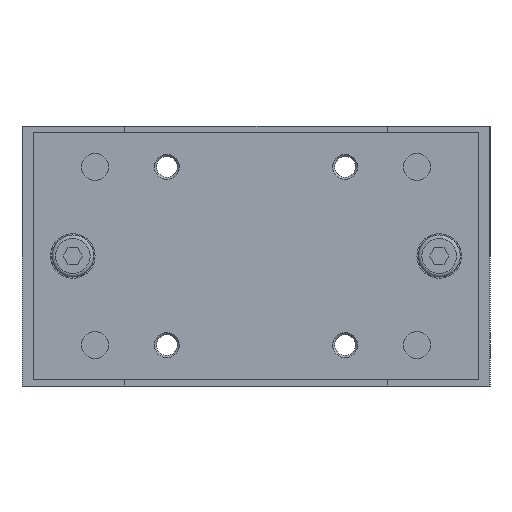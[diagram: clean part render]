
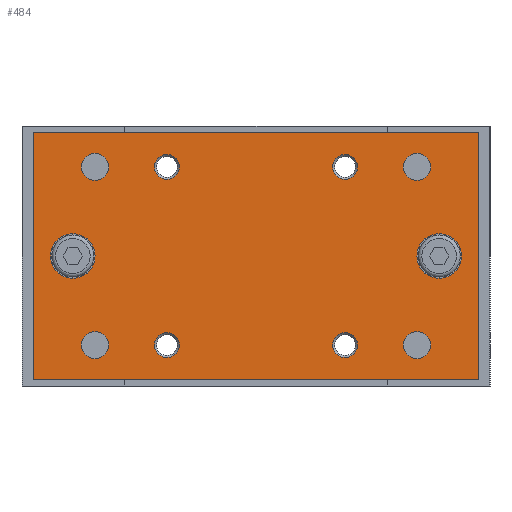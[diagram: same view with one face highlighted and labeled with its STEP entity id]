
A CAD part, left-side view. The second image highlights one B-rep face of the part: STEP entity #484.
In plain terms, the highlighted planar face has unit normal (-1, 0, 0).
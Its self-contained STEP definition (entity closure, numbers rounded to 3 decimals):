
#484 = ADVANCED_FACE( '', ( #1116, #1117, #1118, #1119, #1120, #1121, #1122, #1123, #1124, #1125, #1126 ), #1127, .F. );
#1116 = FACE_BOUND( '', #1893, .T. );
#1117 = FACE_BOUND( '', #1894, .T. );
#1118 = FACE_BOUND( '', #1895, .T. );
#1119 = FACE_BOUND( '', #1896, .T. );
#1120 = FACE_BOUND( '', #1897, .T. );
#1121 = FACE_BOUND( '', #1898, .T. );
#1122 = FACE_BOUND( '', #1899, .T. );
#1123 = FACE_BOUND( '', #1900, .T. );
#1124 = FACE_BOUND( '', #1901, .T. );
#1125 = FACE_BOUND( '', #1902, .T. );
#1126 = FACE_OUTER_BOUND( '', #1903, .T. );
#1127 = PLANE( '', #1904 );
#1893 = EDGE_LOOP( '', ( #3264 ) );
#1894 = EDGE_LOOP( '', ( #3265 ) );
#1895 = EDGE_LOOP( '', ( #3266 ) );
#1896 = EDGE_LOOP( '', ( #3267 ) );
#1897 = EDGE_LOOP( '', ( #3268 ) );
#1898 = EDGE_LOOP( '', ( #3269 ) );
#1899 = EDGE_LOOP( '', ( #3270 ) );
#1900 = EDGE_LOOP( '', ( #3271 ) );
#1901 = EDGE_LOOP( '', ( #3272 ) );
#1902 = EDGE_LOOP( '', ( #3273 ) );
#1903 = EDGE_LOOP( '', ( #3274, #3275, #3276, #3277 ) );
#1904 = AXIS2_PLACEMENT_3D( '', #3278, #3279, #3280 );
#3264 = ORIENTED_EDGE( '', *, *, #4524, .F. );
#3265 = ORIENTED_EDGE( '', *, *, #4525, .F. );
#3266 = ORIENTED_EDGE( '', *, *, #4380, .T. );
#3267 = ORIENTED_EDGE( '', *, *, #4177, .T. );
#3268 = ORIENTED_EDGE( '', *, *, #4526, .T. );
#3269 = ORIENTED_EDGE( '', *, *, #4527, .T. );
#3270 = ORIENTED_EDGE( '', *, *, #4528, .T. );
#3271 = ORIENTED_EDGE( '', *, *, #4026, .T. );
#3272 = ORIENTED_EDGE( '', *, *, #4330, .T. );
#3273 = ORIENTED_EDGE( '', *, *, #4406, .T. );
#3274 = ORIENTED_EDGE( '', *, *, #4048, .T. );
#3275 = ORIENTED_EDGE( '', *, *, #4441, .F. );
#3276 = ORIENTED_EDGE( '', *, *, #4363, .F. );
#3277 = ORIENTED_EDGE( '', *, *, #4018, .T. );
#3278 = CARTESIAN_POINT( '', ( -132., 90., 50. ) );
#3279 = DIRECTION( '', ( 1., 0., 0. ) );
#3280 = DIRECTION( '', ( 0., 0., -1. ) );
#4018 = EDGE_CURVE( '', #4712, #4710, #4713, .T. );
#4026 = EDGE_CURVE( '', #4725, #4725, #4726, .T. );
#4048 = EDGE_CURVE( '', #4710, #4764, #4765, .T. );
#4177 = EDGE_CURVE( '', #5001, #5001, #5002, .T. );
#4330 = EDGE_CURVE( '', #5242, #5242, #5243, .T. );
#4363 = EDGE_CURVE( '', #4712, #5292, #5293, .T. );
#4380 = EDGE_CURVE( '', #5315, #5315, #5316, .T. );
#4406 = EDGE_CURVE( '', #5351, #5351, #5352, .T. );
#4441 = EDGE_CURVE( '', #5292, #4764, #5402, .T. );
#4524 = EDGE_CURVE( '', #5503, #5503, #5504, .F. );
#4525 = EDGE_CURVE( '', #5505, #5505, #5506, .F. );
#4526 = EDGE_CURVE( '', #5507, #5507, #5508, .T. );
#4527 = EDGE_CURVE( '', #5509, #5509, #5510, .T. );
#4528 = EDGE_CURVE( '', #5511, #5511, #5512, .T. );
#4710 = VERTEX_POINT( '', #5730 );
#4712 = VERTEX_POINT( '', #5733 );
#4713 = LINE( '', #5734, #5735 );
#4725 = VERTEX_POINT( '', #5749 );
#4726 = CIRCLE( '', #5750, 5. );
#4764 = VERTEX_POINT( '', #5800 );
#4765 = LINE( '', #5801, #5802 );
#5001 = VERTEX_POINT( '', #6113 );
#5002 = CIRCLE( '', #6114, 5. );
#5242 = VERTEX_POINT( '', #6430 );
#5243 = CIRCLE( '', #6431, 5.5 );
#5292 = VERTEX_POINT( '', #6495 );
#5293 = LINE( '', #6496, #6497 );
#5315 = VERTEX_POINT( '', #6526 );
#5316 = CIRCLE( '', #6527, 5. );
#5351 = VERTEX_POINT( '', #6571 );
#5352 = CIRCLE( '', #6572, 5.5 );
#5402 = LINE( '', #6638, #6639 );
#5503 = VERTEX_POINT( '', #6760 );
#5504 = CIRCLE( '', #6761, 9. );
#5505 = VERTEX_POINT( '', #6762 );
#5506 = CIRCLE( '', #6763, 9. );
#5507 = VERTEX_POINT( '', #6764 );
#5508 = CIRCLE( '', #6765, 5.5 );
#5509 = VERTEX_POINT( '', #6766 );
#5510 = CIRCLE( '', #6767, 5.5 );
#5511 = VERTEX_POINT( '', #6768 );
#5512 = CIRCLE( '', #6769, 5. );
#5730 = CARTESIAN_POINT( '', ( -132., 90., -50. ) );
#5733 = CARTESIAN_POINT( '', ( -132., 90., 50. ) );
#5734 = CARTESIAN_POINT( '', ( -132., 90., 50. ) );
#5735 = VECTOR( '', #7033, 1000. );
#5749 = CARTESIAN_POINT( '', ( -132., 36., 31. ) );
#5750 = AXIS2_PLACEMENT_3D( '', #7045, #7046, #7047 );
#5800 = CARTESIAN_POINT( '', ( -132., -90., -50. ) );
#5801 = CARTESIAN_POINT( '', ( -132., 90., -50. ) );
#5802 = VECTOR( '', #7072, 1000. );
#6113 = CARTESIAN_POINT( '', ( -132., 36., -41. ) );
#6114 = AXIS2_PLACEMENT_3D( '', #7268, #7269, #7270 );
#6430 = CARTESIAN_POINT( '', ( -132., -65., 30.5 ) );
#6431 = AXIS2_PLACEMENT_3D( '', #7470, #7471, #7472 );
#6495 = CARTESIAN_POINT( '', ( -132., -90., 50. ) );
#6496 = CARTESIAN_POINT( '', ( -132., 90., 50. ) );
#6497 = VECTOR( '', #7515, 1000. );
#6526 = CARTESIAN_POINT( '', ( -132., -36., -41. ) );
#6527 = AXIS2_PLACEMENT_3D( '', #7532, #7533, #7534 );
#6571 = CARTESIAN_POINT( '', ( -132., 65., 30.5 ) );
#6572 = AXIS2_PLACEMENT_3D( '', #7559, #7560, #7561 );
#6638 = CARTESIAN_POINT( '', ( -132., -90., 50. ) );
#6639 = VECTOR( '', #7593, 1000. );
#6760 = CARTESIAN_POINT( '', ( -132., -74., -9. ) );
#6761 = AXIS2_PLACEMENT_3D( '', #7677, #7678, #7679 );
#6762 = CARTESIAN_POINT( '', ( -132., 74., -9. ) );
#6763 = AXIS2_PLACEMENT_3D( '', #7680, #7681, #7682 );
#6764 = CARTESIAN_POINT( '', ( -132., -65., -41.5 ) );
#6765 = AXIS2_PLACEMENT_3D( '', #7683, #7684, #7685 );
#6766 = CARTESIAN_POINT( '', ( -132., 65., -41.5 ) );
#6767 = AXIS2_PLACEMENT_3D( '', #7686, #7687, #7688 );
#6768 = CARTESIAN_POINT( '', ( -132., -36., 31. ) );
#6769 = AXIS2_PLACEMENT_3D( '', #7689, #7690, #7691 );
#7033 = DIRECTION( '', ( 0., 0., -1. ) );
#7045 = CARTESIAN_POINT( '', ( -132., 36., 36. ) );
#7046 = DIRECTION( '', ( 1., 0., 0. ) );
#7047 = DIRECTION( '', ( 0., 0., -1. ) );
#7072 = DIRECTION( '', ( 0., -1., 0. ) );
#7268 = CARTESIAN_POINT( '', ( -132., 36., -36. ) );
#7269 = DIRECTION( '', ( 1., 0., 0. ) );
#7270 = DIRECTION( '', ( 0., 0., -1. ) );
#7470 = CARTESIAN_POINT( '', ( -132., -65., 36. ) );
#7471 = DIRECTION( '', ( 1., 0., 0. ) );
#7472 = DIRECTION( '', ( 0., 0., -1. ) );
#7515 = DIRECTION( '', ( 0., -1., 0. ) );
#7532 = CARTESIAN_POINT( '', ( -132., -36., -36. ) );
#7533 = DIRECTION( '', ( 1., 0., 0. ) );
#7534 = DIRECTION( '', ( 0., 0., -1. ) );
#7559 = CARTESIAN_POINT( '', ( -132., 65., 36. ) );
#7560 = DIRECTION( '', ( 1., 0., 0. ) );
#7561 = DIRECTION( '', ( 0., 0., -1. ) );
#7593 = DIRECTION( '', ( 0., 0., -1. ) );
#7677 = CARTESIAN_POINT( '', ( -132., -74., 0. ) );
#7678 = DIRECTION( '', ( 1., 0., 0. ) );
#7679 = DIRECTION( '', ( 0., 0., -1. ) );
#7680 = CARTESIAN_POINT( '', ( -132., 74., 0. ) );
#7681 = DIRECTION( '', ( 1., 0., 0. ) );
#7682 = DIRECTION( '', ( 0., 0., -1. ) );
#7683 = CARTESIAN_POINT( '', ( -132., -65., -36. ) );
#7684 = DIRECTION( '', ( 1., 0., 0. ) );
#7685 = DIRECTION( '', ( 0., 0., -1. ) );
#7686 = CARTESIAN_POINT( '', ( -132., 65., -36. ) );
#7687 = DIRECTION( '', ( 1., 0., 0. ) );
#7688 = DIRECTION( '', ( 0., 0., -1. ) );
#7689 = CARTESIAN_POINT( '', ( -132., -36., 36. ) );
#7690 = DIRECTION( '', ( 1., 0., 0. ) );
#7691 = DIRECTION( '', ( 0., 0., -1. ) );
